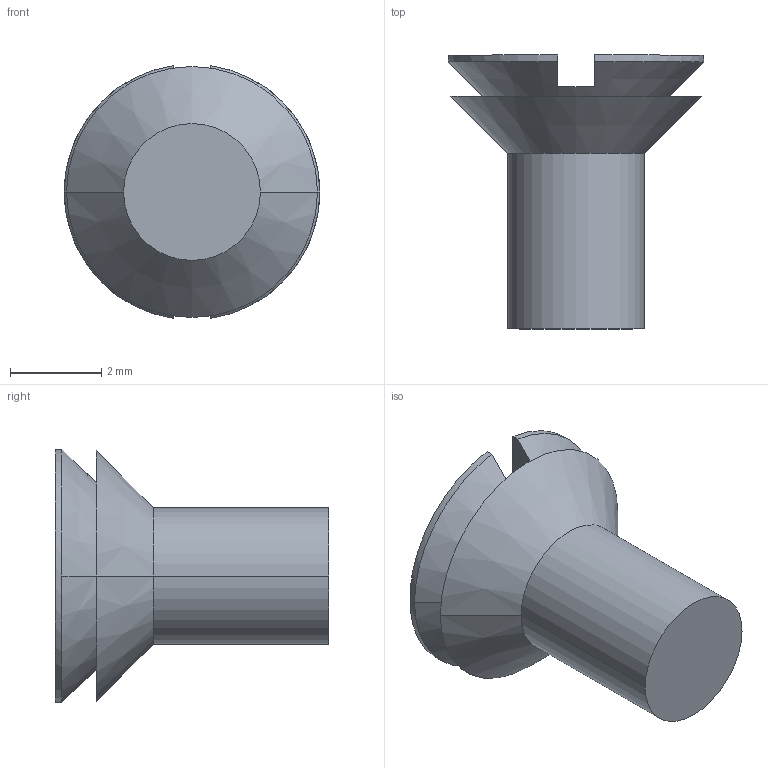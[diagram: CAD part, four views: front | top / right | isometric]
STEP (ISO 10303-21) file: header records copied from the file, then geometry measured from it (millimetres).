
FILE_DESCRIPTION(('SolidDesigner STEP Export'),'2;1');
FILE_NAME('1686229_HC_D_7_DS_IP65-select.stp','2013-06-12T12:38:53',(''),(''),'Creo Elements/Direct Modeling STEP processor for AP214 (Solid Model)','Creo Elements/Direct Modeling 18.1 06-May-2012 (C) Parametric Technology GmbH','');
FILE_SCHEMA(('AUTOMOTIVE_DESIGN { 1 0 10303 214 1 1 1 1 }'));
Length unit declared in the file: millimetre
Products named in the file (1): 1686229_HC_D_7_DS_IP65-select
Bounding box: 5.6 x 6 x 5.54 mm (x, y, z)
Volume: 60.2 mm3; surface area: 125.7 mm2
Topology: 1 solids, 1 shells, 15 faces, 34 edges, 22 vertices
Faces by surface type: plane 7, cone 4, cylinder 4
Entity records: 552 total; most frequent: CARTESIAN_POINT 86, ORIENTED_EDGE 68, DIRECTION 66, EDGE_CURVE 34, AXIS2_PLACEMENT_3D 26, VERTEX_POINT 22, EDGE_LOOP 16, COLOUR_RGB 16
